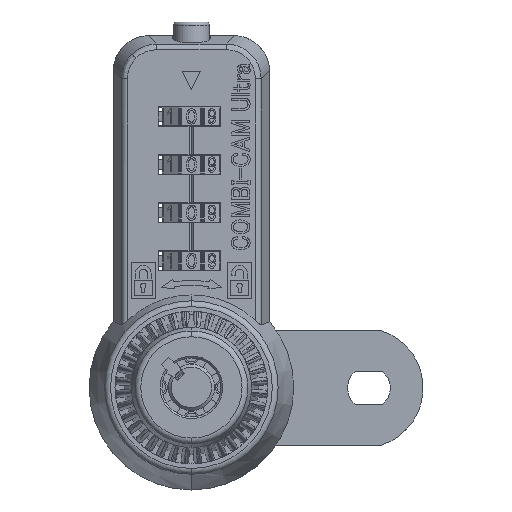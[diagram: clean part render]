
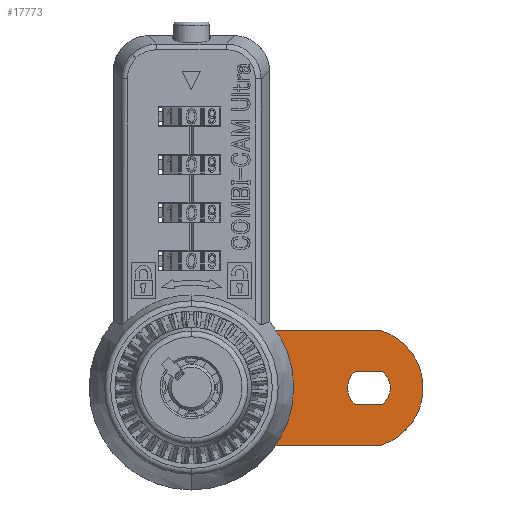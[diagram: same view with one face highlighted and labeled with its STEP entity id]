
A CAD part, top view. The second image highlights one B-rep face of the part: STEP entity #17773.
In plain terms, the highlighted planar face has unit normal (0, 0, 1).
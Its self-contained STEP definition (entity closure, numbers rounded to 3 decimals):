
#748 = CARTESIAN_POINT ( 'NONE',  ( -2.75, -2.245, -28.5 ) ) ;
#1071 = CARTESIAN_POINT ( 'NONE',  ( -2.122, -9.5, -28.5 ) ) ;
#1342 = ORIENTED_EDGE ( 'NONE', *, *, #41150, .F. ) ;
#1571 = EDGE_LOOP ( 'NONE', ( #40065, #35889, #6631, #52701 ) ) ;
#2423 = CARTESIAN_POINT ( 'NONE',  ( 2.75, 2.245, -28.5 ) ) ;
#3370 = VECTOR ( 'NONE', #12080, 1000. ) ;
#3460 = EDGE_CURVE ( 'NONE', #23911, #38442, #42327, .T. ) ;
#4041 = VERTEX_POINT ( 'NONE', #2423 ) ;
#4683 = DIRECTION ( 'NONE',  ( 0., -1., 0. ) ) ;
#5024 = LINE ( 'NONE', #28068, #28905 ) ;
#5274 = ORIENTED_EDGE ( 'NONE', *, *, #23148, .F. ) ;
#5623 = VERTEX_POINT ( 'NONE', #55580 ) ;
#6362 = DIRECTION ( 'NONE',  ( 0., -1., 0. ) ) ;
#6631 = ORIENTED_EDGE ( 'NONE', *, *, #34047, .T. ) ;
#6882 = CIRCLE ( 'NONE', #19597, 3.55 ) ;
#7610 = CARTESIAN_POINT ( 'NONE',  ( 31.622, 9.5, -28.5 ) ) ;
#8306 = VERTEX_POINT ( 'NONE', #50644 ) ;
#10340 = EDGE_CURVE ( 'NONE', #55353, #8306, #5024, .T. ) ;
#10629 = VECTOR ( 'NONE', #56262, 1000. ) ;
#11084 = CIRCLE ( 'NONE', #12697, 10. ) ;
#11186 = CARTESIAN_POINT ( 'NONE',  ( -2.75, 2.245, -28.5 ) ) ;
#11239 = LINE ( 'NONE', #43270, #46981 ) ;
#11518 = LINE ( 'NONE', #18777, #23550 ) ;
#11710 = CARTESIAN_POINT ( 'NONE',  ( 31.745, -2.75, -28.5 ) ) ;
#11878 = VERTEX_POINT ( 'NONE', #42370 ) ;
#12080 = DIRECTION ( 'NONE',  ( -1., 0., 0. ) ) ;
#12148 = CARTESIAN_POINT ( 'NONE',  ( 0., 0., -28.5 ) ) ;
#12520 = ORIENTED_EDGE ( 'NONE', *, *, #22204, .F. ) ;
#12697 = AXIS2_PLACEMENT_3D ( 'NONE', #47530, #20764, #51976 ) ;
#13224 = ORIENTED_EDGE ( 'NONE', *, *, #56751, .F. ) ;
#13533 = EDGE_CURVE ( 'NONE', #8306, #28793, #11084, .T. ) ;
#13971 = VERTEX_POINT ( 'NONE', #30536 ) ;
#14602 = EDGE_CURVE ( 'NONE', #13971, #49606, #50344, .T. ) ;
#14638 = VECTOR ( 'NONE', #6362, 1000. ) ;
#14721 = DIRECTION ( 'NONE',  ( 0., 0., 1. ) ) ;
#15950 = CARTESIAN_POINT ( 'NONE',  ( 2.75, -2.245, -28.5 ) ) ;
#16667 = DIRECTION ( 'NONE',  ( 0., -1., 0. ) ) ;
#17314 = ORIENTED_EDGE ( 'NONE', *, *, #33951, .F. ) ;
#17773 = ADVANCED_FACE ( 'NONE', ( #24305, #22901, #57080 ), #27095, .T. ) ;
#18564 = EDGE_LOOP ( 'NONE', ( #12520, #13224, #27346, #49715 ) ) ;
#18777 = CARTESIAN_POINT ( 'NONE',  ( 31.745, 2.75, -28.5 ) ) ;
#18871 = CARTESIAN_POINT ( 'NONE',  ( 0., 0., -28.5 ) ) ;
#19525 = CARTESIAN_POINT ( 'NONE',  ( 29.5, 0., -28.5 ) ) ;
#19597 = AXIS2_PLACEMENT_3D ( 'NONE', #12148, #43491, #16667 ) ;
#20014 = CARTESIAN_POINT ( 'NONE',  ( 1., 0., -28.5 ) ) ;
#20764 = DIRECTION ( 'NONE',  ( 0., 0., 1. ) ) ;
#22204 = EDGE_CURVE ( 'NONE', #5623, #4041, #22662, .T. ) ;
#22662 = LINE ( 'NONE', #15950, #10629 ) ;
#22901 = FACE_BOUND ( 'NONE', #31644, .T. ) ;
#23148 = EDGE_CURVE ( 'NONE', #31674, #23911, #11239, .T. ) ;
#23456 = DIRECTION ( 'NONE',  ( 0., -1., 0. ) ) ;
#23550 = VECTOR ( 'NONE', #49855, 1000. ) ;
#23651 = AXIS2_PLACEMENT_3D ( 'NONE', #18871, #50126, #23456 ) ;
#23911 = VERTEX_POINT ( 'NONE', #11710 ) ;
#24105 = DIRECTION ( 'NONE',  ( 0., -1., 0. ) ) ;
#24305 = FACE_OUTER_BOUND ( 'NONE', #1571, .T. ) ;
#24619 = DIRECTION ( 'NONE',  ( 0., -1., 0. ) ) ;
#25522 = ORIENTED_EDGE ( 'NONE', *, *, #3460, .F. ) ;
#27095 = PLANE ( 'NONE',  #44957 ) ;
#27281 = LINE ( 'NONE', #7610, #3370 ) ;
#27346 = ORIENTED_EDGE ( 'NONE', *, *, #14602, .F. ) ;
#27541 = CARTESIAN_POINT ( 'NONE',  ( 27.255, -2.75, -28.5 ) ) ;
#28068 = CARTESIAN_POINT ( 'NONE',  ( 31.622, -9.5, -28.5 ) ) ;
#28793 = VERTEX_POINT ( 'NONE', #53924 ) ;
#28905 = VECTOR ( 'NONE', #32743, 1000. ) ;
#30536 = CARTESIAN_POINT ( 'NONE',  ( -2.75, 2.245, -28.5 ) ) ;
#30833 = AXIS2_PLACEMENT_3D ( 'NONE', #20014, #51260, #24619 ) ;
#31584 = DIRECTION ( 'NONE',  ( 0., 0., 1. ) ) ;
#31644 = EDGE_LOOP ( 'NONE', ( #1342, #25522, #5274, #17314 ) ) ;
#31674 = VERTEX_POINT ( 'NONE', #27541 ) ;
#32628 = CARTESIAN_POINT ( 'NONE',  ( -2.122, 9.5, -28.5 ) ) ;
#32743 = DIRECTION ( 'NONE',  ( 1., 0., 0. ) ) ;
#33951 = EDGE_CURVE ( 'NONE', #11878, #31674, #56148, .T. ) ;
#34047 = EDGE_CURVE ( 'NONE', #42746, #55353, #47741, .T. ) ;
#35866 = CARTESIAN_POINT ( 'NONE',  ( 28.5, 0., -28.5 ) ) ;
#35889 = ORIENTED_EDGE ( 'NONE', *, *, #37729, .T. ) ;
#37311 = EDGE_CURVE ( 'NONE', #4041, #13971, #6882, .T. ) ;
#37729 = EDGE_CURVE ( 'NONE', #28793, #42746, #27281, .T. ) ;
#38442 = VERTEX_POINT ( 'NONE', #51865 ) ;
#39361 = AXIS2_PLACEMENT_3D ( 'NONE', #19525, #50772, #24105 ) ;
#40065 = ORIENTED_EDGE ( 'NONE', *, *, #13533, .T. ) ;
#41150 = EDGE_CURVE ( 'NONE', #38442, #11878, #11518, .T. ) ;
#41570 = CARTESIAN_POINT ( 'NONE',  ( 29.5, 0., -28.5 ) ) ;
#42327 = CIRCLE ( 'NONE', #39361, 3.55 ) ;
#42370 = CARTESIAN_POINT ( 'NONE',  ( 27.255, 2.75, -28.5 ) ) ;
#42746 = VERTEX_POINT ( 'NONE', #32628 ) ;
#43270 = CARTESIAN_POINT ( 'NONE',  ( 27.255, -2.75, -28.5 ) ) ;
#43491 = DIRECTION ( 'NONE',  ( 0., 0., 1. ) ) ;
#44957 = AXIS2_PLACEMENT_3D ( 'NONE', #35866, #31584, #4683 ) ;
#46062 = DIRECTION ( 'NONE',  ( 0., -1., 0. ) ) ;
#46981 = VECTOR ( 'NONE', #56535, 1000. ) ;
#47530 = CARTESIAN_POINT ( 'NONE',  ( 28.5, 0., -28.5 ) ) ;
#47741 = CIRCLE ( 'NONE', #30833, 10. ) ;
#49606 = VERTEX_POINT ( 'NONE', #748 ) ;
#49715 = ORIENTED_EDGE ( 'NONE', *, *, #37311, .F. ) ;
#49855 = DIRECTION ( 'NONE',  ( -1., 0., 0. ) ) ;
#50126 = DIRECTION ( 'NONE',  ( 0., 0., 1. ) ) ;
#50344 = LINE ( 'NONE', #11186, #14638 ) ;
#50644 = CARTESIAN_POINT ( 'NONE',  ( 31.622, -9.5, -28.5 ) ) ;
#50772 = DIRECTION ( 'NONE',  ( 0., 0., 1. ) ) ;
#51260 = DIRECTION ( 'NONE',  ( 0., 0., 1. ) ) ;
#51865 = CARTESIAN_POINT ( 'NONE',  ( 31.745, 2.75, -28.5 ) ) ;
#51976 = DIRECTION ( 'NONE',  ( 0., -1., 0. ) ) ;
#52701 = ORIENTED_EDGE ( 'NONE', *, *, #10340, .T. ) ;
#53031 = CIRCLE ( 'NONE', #23651, 3.55 ) ;
#53924 = CARTESIAN_POINT ( 'NONE',  ( 31.622, 9.5, -28.5 ) ) ;
#55353 = VERTEX_POINT ( 'NONE', #1071 ) ;
#55580 = CARTESIAN_POINT ( 'NONE',  ( 2.75, -2.245, -28.5 ) ) ;
#55793 = AXIS2_PLACEMENT_3D ( 'NONE', #41570, #14721, #46062 ) ;
#56148 = CIRCLE ( 'NONE', #55793, 3.55 ) ;
#56262 = DIRECTION ( 'NONE',  ( 0., 1., 0. ) ) ;
#56535 = DIRECTION ( 'NONE',  ( 1., 0., 0. ) ) ;
#56751 = EDGE_CURVE ( 'NONE', #49606, #5623, #53031, .T. ) ;
#57080 = FACE_BOUND ( 'NONE', #18564, .T. ) ;
